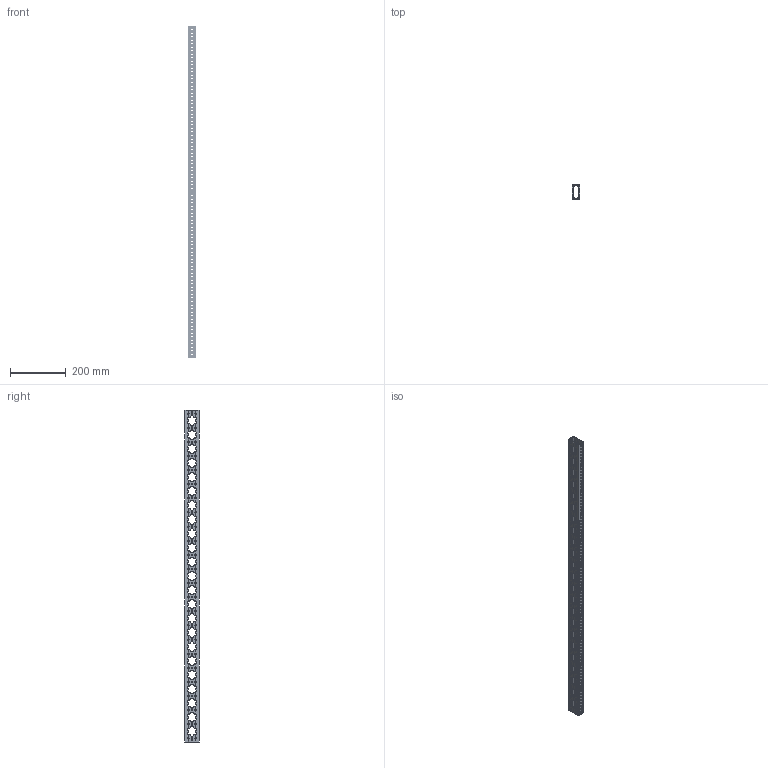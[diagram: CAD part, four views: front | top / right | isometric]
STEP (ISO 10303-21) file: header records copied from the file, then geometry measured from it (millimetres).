
FILE_DESCRIPTION (( 'STEP AP203' ), '1' );
FILE_NAME ('REV-21-2185.STEP', '2022-04-27T19:47:11', ( '' ), ( '' ), 'SwSTEP 2.0', 'SolidWorks 2022', '' );
FILE_SCHEMA (( 'CONFIG_CONTROL_DESIGN' ));
Length unit declared in the file: inch
Products named in the file (1): REV-21-2185
Bounding box: 25.4 x 50.8 x 1193.8 mm (x, y, z)
Volume: 282344.9 mm3; surface area: 368750.1 mm2
Topology: 1 solids, 1 shells, 4312 faces, 13588 edges, 8712 vertices
Faces by surface type: cylinder 2564, plane 1748
Entity records: 918618 total; most frequent: CARTESIAN_POINT 213678, ORIENTED_EDGE 163056, DIRECTION 148812, EDGE_CURVE 81528, AXIS2_PLACEMENT_3D 59406, VERTEX_POINT 52272, CIRCLE 33528, LINE 30000
